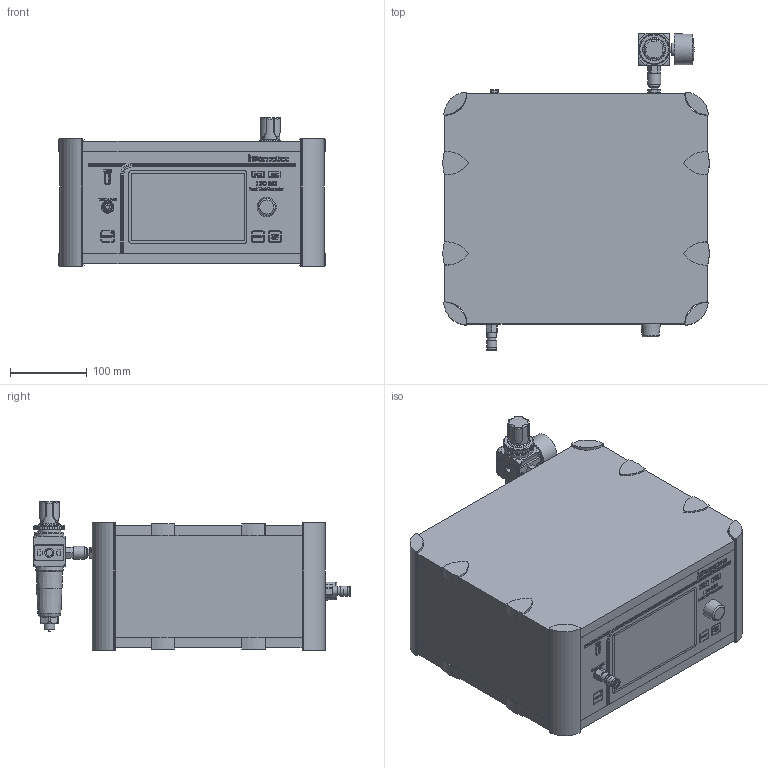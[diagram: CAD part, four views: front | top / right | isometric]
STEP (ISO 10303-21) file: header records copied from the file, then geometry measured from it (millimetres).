
FILE_DESCRIPTION(/* description */ (''),/* implementation_level */ '2;1');
FILE_NAME(/* name */ 'LTC-802-ZSB.stp',/* time_stamp */ '2017-07-18T08:59:11+02:00',/* author */ ('S.Hachenberger'),/* organization */ (''),/* preprocessor_version */ 'ST-DEVELOPER v16.5',/* originating_system */ 'Autodesk Inventor 2017',/* authorisation */ '');
FILE_SCHEMA (('CONFIG_CONTROL_DESIGN'));
Products named in the file (2): LTC-702-ZSB; LTC-802
Assembly tree (1 placements, depth 2):
  LTC-702-ZSB
    LTC-802
Bounding box: 347 x 413.7 x 193.5 mm (x, y, z)
Volume: 16609247 mm3; surface area: 514496.9 mm2
Topology: 2 solids, 2 shells, 4757 faces, 12746 edges, 8464 vertices
Faces by surface type: plane 2799, bspline 1536, cylinder 369, torus 30, cone 21, sphere 2
Full cylindrical faces by diameter (mm): 2.371 x1, 2.38 x3, 2.5 x2, 2.523 x1, 4.5 x8, 5 x8, 5.5 x1, 6.2 x1, 7.2 x4, 8.566 x2, 9 x1, 9.5 x1, 9.728 x1, 10.5 x1, 11 x1, 12 x3, 12.5 x1, 13 x2, 13.8 x1, 14 x1, 16 x2, 17 x1, 18 x3, 19.5 x1, 21 x1, 22 x2, 23 x2, 30 x2, 36 x1, 38 x1
Entity records: 167482 total; most frequent: CARTESIAN_POINT 54054, ORIENTED_EDGE 25290, DIRECTION 16748, EDGE_CURVE 12644, LINE 8558, VECTOR 8558, VERTEX_POINT 8446, EDGE_LOOP 5319
